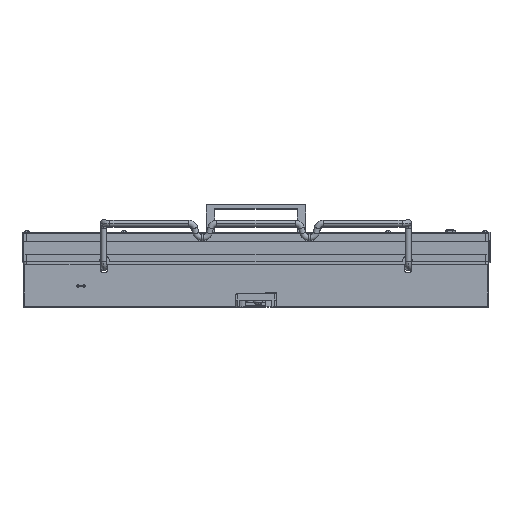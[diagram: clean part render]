
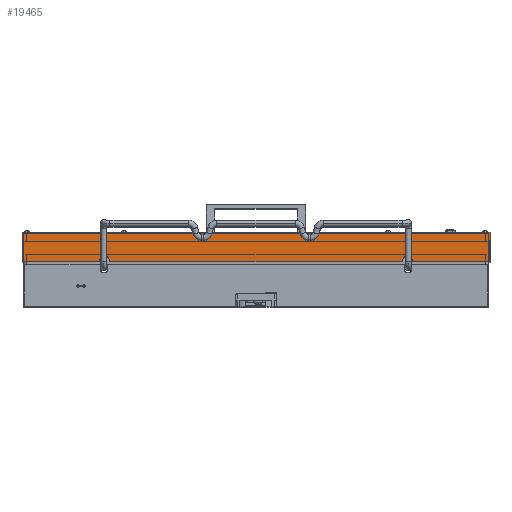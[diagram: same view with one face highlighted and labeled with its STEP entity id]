
A CAD part, top view. The second image highlights one B-rep face of the part: STEP entity #19465.
In plain terms, the highlighted planar face has unit normal (0, 0, 1).
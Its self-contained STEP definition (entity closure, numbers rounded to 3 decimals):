
#457 = VERTEX_POINT ( 'NONE', #92729 ) ;
#2116 = DIRECTION ( 'NONE',  ( -1., 0., 0. ) ) ;
#2646 = VERTEX_POINT ( 'NONE', #85078 ) ;
#3404 = LINE ( 'NONE', #109451, #56015 ) ;
#6899 = ORIENTED_EDGE ( 'NONE', *, *, #42429, .T. ) ;
#7190 = ORIENTED_EDGE ( 'NONE', *, *, #132876, .F. ) ;
#7684 = CIRCLE ( 'NONE', #113282, 5. ) ;
#8855 = CARTESIAN_POINT ( 'NONE',  ( 154., -27., 202.9 ) ) ;
#8952 = LINE ( 'NONE', #46383, #65124 ) ;
#11225 = CARTESIAN_POINT ( 'NONE',  ( -144., -28., 202.9 ) ) ;
#16067 = LINE ( 'NONE', #119971, #23105 ) ;
#17751 = VERTEX_POINT ( 'NONE', #105770 ) ;
#19465 = ADVANCED_FACE ( 'Defeature ausgef�hrt25_7', ( #85271 ), #110092, .F. ) ;
#20048 = CARTESIAN_POINT ( 'NONE',  ( 230.1, -28., 202.9 ) ) ;
#20154 = ORIENTED_EDGE ( 'NONE', *, *, #100461, .T. ) ;
#23105 = VECTOR ( 'NONE', #143556, 1000. ) ;
#24644 = VERTEX_POINT ( 'NONE', #49453 ) ;
#24981 = CARTESIAN_POINT ( 'NONE',  ( -230.1, 1., 202.9 ) ) ;
#25703 = EDGE_CURVE ( 'Defeature ausgef�hrt25_7+Defeature ausgef�hrt25_2+Defeature ausgef�hrt25_20+Defeature ausgef�hrt25_8', #24644, #2646, #142751, .T. ) ;
#30499 = EDGE_CURVE ( 'Defeature ausgef�hrt25_15+Defeature ausgef�hrt25_7+Defeature ausgef�hrt25_14+Defeature ausgef�hrt25_16', #104014, #142559, #7684, .T. ) ;
#30626 = EDGE_CURVE ( 'Defeature ausgef�hrt25_21+Defeature ausgef�hrt25_7+Defeature ausgef�hrt25_22+Defeature ausgef�hrt25_9', #17751, #134355, #90155, .T. ) ;
#31157 = VERTEX_POINT ( 'NONE', #24981 ) ;
#34266 = VERTEX_POINT ( 'NONE', #11225 ) ;
#35086 = EDGE_CURVE ( 'Defeature ausgef�hrt25_16+Defeature ausgef�hrt25_7+Defeature ausgef�hrt25_15+Defeature ausgef�hrt25_4', #142559, #457, #124036, .T. ) ;
#38745 = CARTESIAN_POINT ( 'NONE',  ( 144., -28., 202.9 ) ) ;
#41551 = VERTEX_POINT ( 'NONE', #135801 ) ;
#42429 = EDGE_CURVE ( 'Defeature ausgef�hrt25_7+Defeature ausgef�hrt25_6+Defeature ausgef�hrt25_1+Defeature ausgef�hrt25_4', #31157, #41551, #3404, .T. ) ;
#45170 = CARTESIAN_POINT ( 'NONE',  ( 230.1, 1., 202.9 ) ) ;
#46383 = CARTESIAN_POINT ( 'NONE',  ( 230.1, 1., 202.9 ) ) ;
#49453 = CARTESIAN_POINT ( 'NONE',  ( 154., -28., 202.9 ) ) ;
#51034 = ORIENTED_EDGE ( 'NONE', *, *, #35086, .F. ) ;
#51191 = CARTESIAN_POINT ( 'NONE',  ( -154., -28., 202.9 ) ) ;
#52888 = CARTESIAN_POINT ( 'NONE',  ( 230.1, -28., 202.9 ) ) ;
#53041 = DIRECTION ( 'NONE',  ( 0., 0., -1. ) ) ;
#53369 = DIRECTION ( 'NONE',  ( 0., -1., 0. ) ) ;
#53626 = DIRECTION ( 'NONE',  ( 1., 0., 0. ) ) ;
#56015 = VECTOR ( 'NONE', #53369, 1000. ) ;
#56914 = CARTESIAN_POINT ( 'NONE',  ( -144., -27., 202.9 ) ) ;
#57904 = EDGE_CURVE ( 'Defeature ausgef�hrt25_20+Defeature ausgef�hrt25_7+Defeature ausgef�hrt25_2+Defeature ausgef�hrt25_22', #24644, #98872, #16067, .T. ) ;
#57920 = CARTESIAN_POINT ( 'NONE',  ( 230.1, 1., 202.9 ) ) ;
#62269 = VECTOR ( 'NONE', #137985, 1000. ) ;
#62350 = VECTOR ( 'NONE', #128022, 1000. ) ;
#62608 = VECTOR ( 'NONE', #87053, 1000. ) ;
#63043 = ORIENTED_EDGE ( 'NONE', *, *, #75484, .T. ) ;
#65124 = VECTOR ( 'NONE', #101562, 1000. ) ;
#71220 = LINE ( 'NONE', #94699, #62350 ) ;
#73718 = VECTOR ( 'NONE', #109954, 1000. ) ;
#74779 = ORIENTED_EDGE ( 'NONE', *, *, #30499, .F. ) ;
#75478 = DIRECTION ( 'NONE',  ( 1., 0., 0. ) ) ;
#75484 = EDGE_CURVE ( 'Defeature ausgef�hrt25_7+Defeature ausgef�hrt25_9+Defeature ausgef�hrt25_14+Defeature ausgef�hrt25_21', #34266, #134355, #139653, .T. ) ;
#76049 = VECTOR ( 'NONE', #83021, 1000. ) ;
#79263 = ORIENTED_EDGE ( 'NONE', *, *, #25703, .T. ) ;
#81524 = ORIENTED_EDGE ( 'NONE', *, *, #30626, .F. ) ;
#83021 = DIRECTION ( 'NONE',  ( 0., -1., 0. ) ) ;
#83094 = EDGE_LOOP ( 'NONE', ( #7190, #110331, #79263, #138471, #145121, #6899, #20154, #51034, #74779, #111946, #63043, #81524 ) ) ;
#85078 = CARTESIAN_POINT ( 'NONE',  ( 230.1, -28., 202.9 ) ) ;
#85271 = FACE_OUTER_BOUND ( 'NONE', #83094, .T. ) ;
#85311 = CARTESIAN_POINT ( 'NONE',  ( 149., -27., 202.9 ) ) ;
#87053 = DIRECTION ( 'NONE',  ( 0., -1., 0. ) ) ;
#87303 = DIRECTION ( 'NONE',  ( 1., 0., 0. ) ) ;
#88644 = CARTESIAN_POINT ( 'NONE',  ( -154., -27., 202.9 ) ) ;
#90155 = LINE ( 'NONE', #38745, #76049 ) ;
#92729 = CARTESIAN_POINT ( 'NONE',  ( -154., -28., 202.9 ) ) ;
#94046 = VECTOR ( 'NONE', #53626, 1000. ) ;
#94699 = CARTESIAN_POINT ( 'NONE',  ( -144., -27., 202.9 ) ) ;
#94827 = CARTESIAN_POINT ( 'NONE',  ( 144., -28., 202.9 ) ) ;
#98872 = VERTEX_POINT ( 'NONE', #8855 ) ;
#99251 = LINE ( 'NONE', #57920, #62269 ) ;
#100461 = EDGE_CURVE ( 'Defeature ausgef�hrt25_7+Defeature ausgef�hrt25_4+Defeature ausgef�hrt25_6+Defeature ausgef�hrt25_16', #41551, #457, #103656, .T. ) ;
#101562 = DIRECTION ( 'NONE',  ( 0., -1., 0. ) ) ;
#103656 = LINE ( 'NONE', #52888, #73718 ) ;
#104014 = VERTEX_POINT ( 'NONE', #56914 ) ;
#105770 = CARTESIAN_POINT ( 'NONE',  ( 144., -27., 202.9 ) ) ;
#109451 = CARTESIAN_POINT ( 'NONE',  ( -230.1, 1., 202.9 ) ) ;
#109954 = DIRECTION ( 'NONE',  ( 1., 0., 0. ) ) ;
#110092 = PLANE ( 'NONE',  #120388 ) ;
#110331 = ORIENTED_EDGE ( 'NONE', *, *, #57904, .F. ) ;
#111946 = ORIENTED_EDGE ( 'NONE', *, *, #117003, .F. ) ;
#113282 = AXIS2_PLACEMENT_3D ( 'NONE', #136601, #114071, #2116 ) ;
#113806 = VERTEX_POINT ( 'NONE', #45170 ) ;
#114071 = DIRECTION ( 'NONE',  ( 0., 0., 1. ) ) ;
#114778 = EDGE_CURVE ( 'Defeature ausgef�hrt25_8+Defeature ausgef�hrt25_7+Defeature ausgef�hrt25_1+Defeature ausgef�hrt25_2', #113806, #2646, #8952, .T. ) ;
#116386 = VECTOR ( 'NONE', #87303, 1000. ) ;
#117003 = EDGE_CURVE ( 'Defeature ausgef�hrt25_14+Defeature ausgef�hrt25_7+Defeature ausgef�hrt25_9+Defeature ausgef�hrt25_15', #34266, #104014, #71220, .T. ) ;
#118316 = AXIS2_PLACEMENT_3D ( 'NONE', #85311, #141348, #75478 ) ;
#119971 = CARTESIAN_POINT ( 'NONE',  ( 154., -28., 202.9 ) ) ;
#120388 = AXIS2_PLACEMENT_3D ( 'NONE', #143963, #53041, #143014 ) ;
#124036 = LINE ( 'NONE', #51191, #62608 ) ;
#128022 = DIRECTION ( 'NONE',  ( 0., 1., 0. ) ) ;
#130055 = EDGE_CURVE ( 'Defeature ausgef�hrt25_1+Defeature ausgef�hrt25_7+Defeature ausgef�hrt25_6+Defeature ausgef�hrt25_8', #31157, #113806, #99251, .T. ) ;
#132876 = EDGE_CURVE ( 'Defeature ausgef�hrt25_22+Defeature ausgef�hrt25_7+Defeature ausgef�hrt25_20+Defeature ausgef�hrt25_21', #98872, #17751, #135297, .T. ) ;
#134355 = VERTEX_POINT ( 'NONE', #94827 ) ;
#135297 = CIRCLE ( 'NONE', #118316, 5. ) ;
#135801 = CARTESIAN_POINT ( 'NONE',  ( -230.1, -28., 202.9 ) ) ;
#136601 = CARTESIAN_POINT ( 'NONE',  ( -149., -27., 202.9 ) ) ;
#137985 = DIRECTION ( 'NONE',  ( 1., 0., 0. ) ) ;
#138471 = ORIENTED_EDGE ( 'NONE', *, *, #114778, .F. ) ;
#139653 = LINE ( 'NONE', #140690, #94046 ) ;
#140690 = CARTESIAN_POINT ( 'NONE',  ( 230.1, -28., 202.9 ) ) ;
#141348 = DIRECTION ( 'NONE',  ( 0., 0., 1. ) ) ;
#142559 = VERTEX_POINT ( 'NONE', #88644 ) ;
#142751 = LINE ( 'NONE', #20048, #116386 ) ;
#143014 = DIRECTION ( 'NONE',  ( -1., 0., 0. ) ) ;
#143556 = DIRECTION ( 'NONE',  ( 0., 1., 0. ) ) ;
#143963 = CARTESIAN_POINT ( 'NONE',  ( 230.1, 1., 202.9 ) ) ;
#145121 = ORIENTED_EDGE ( 'NONE', *, *, #130055, .F. ) ;
